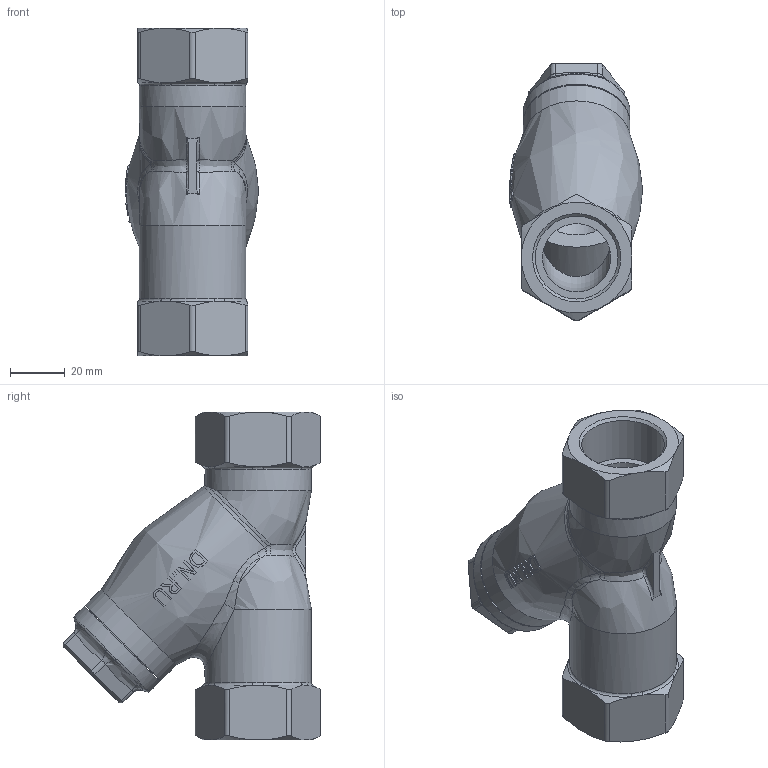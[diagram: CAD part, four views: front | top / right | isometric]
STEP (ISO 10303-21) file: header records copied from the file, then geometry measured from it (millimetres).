
FILE_DESCRIPTION(/* description */ (''),/* implementation_level */ '2;1');
FILE_NAME(/* name */ 'DN25_3D_STEP.stp',/* time_stamp */ '2025-07-24T16:38:03+03:00',/* author */ ('igorr'),/* organization */ (''),/* preprocessor_version */ 'ST-DEVELOPER v20',/* originating_system */ 'Autodesk Inventor 2025',/* authorisation */ '');
FILE_SCHEMA (('AUTOMOTIVE_DESIGN { 1 0 10303 214 3 1 1 }'));
Length unit declared in the file: millimetre
Products named in the file (1): Деталь
Bounding box: 48.78 x 94.41 x 120 mm (x, y, z)
Volume: 155556.7 mm3; surface area: 41056.5 mm2
Topology: 2 solids, 2 shells, 271 faces, 668 edges, 410 vertices
Faces by surface type: bspline 107, plane 74, cylinder 38, cone 32, torus 19, sphere 1
Full cylindrical faces by diameter (mm): 25 x4, 30.291 x2, 39 x4
Entity records: 11052 total; most frequent: CARTESIAN_POINT 5197, ORIENTED_EDGE 1332, DIRECTION 875, EDGE_CURVE 666, VERTEX_POINT 410, AXIS2_PLACEMENT_3D 358, EDGE_LOOP 284, STYLED_ITEM 272
